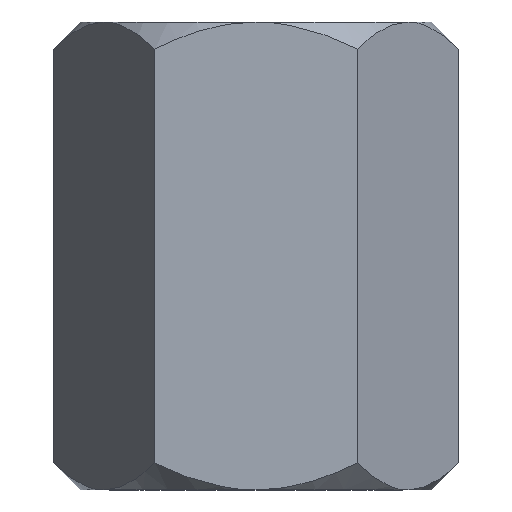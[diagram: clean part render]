
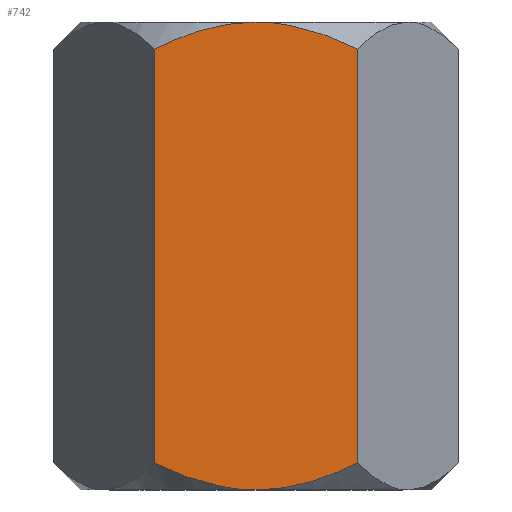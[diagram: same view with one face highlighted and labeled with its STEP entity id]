
A CAD part, left-side view. The second image highlights one B-rep face of the part: STEP entity #742.
In plain terms, the highlighted planar face has unit normal (-1, 0, 0).
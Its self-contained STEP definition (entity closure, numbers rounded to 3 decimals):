
#15 = ORIENTED_EDGE ( 'NONE', *, *, #244, .T. ) ;
#48 = LINE ( 'NONE', #538, #423 ) ;
#52 = CARTESIAN_POINT ( 'NONE',  ( -21., -4.199, -0.326 ) ) ;
#57 = CARTESIAN_POINT ( 'NONE',  ( -21., 8.762, -1.75 ) ) ;
#63 = ORIENTED_EDGE ( 'NONE', *, *, #441, .T. ) ;
#70 = VERTEX_POINT ( 'NONE', #520 ) ;
#71 = ORIENTED_EDGE ( 'NONE', *, *, #181, .T. ) ;
#77 = B_SPLINE_CURVE_WITH_KNOTS ( 'NONE', 3,
 ( #539, #360, #426, #532, #417, #599, #767, #52, #305, #656 ),
 .UNSPECIFIED., .F., .F.,
 ( 4, 2, 2, 2, 4 ),
 ( 0.047, 0.05, 0.052, 0.054, 0.06 ),
 .UNSPECIFIED. ) ;
#82 = CARTESIAN_POINT ( 'NONE',  ( -21., 0., -56. ) ) ;
#98 = CARTESIAN_POINT ( 'NONE',  ( -21., 12.124, -52.751 ) ) ;
#103 = CARTESIAN_POINT ( 'NONE',  ( -21., -2.647, -55.84 ) ) ;
#108 = VECTOR ( 'NONE', #235, 1000. ) ;
#132 = CARTESIAN_POINT ( 'NONE',  ( -21., 4.209, -0.393 ) ) ;
#134 = VERTEX_POINT ( 'NONE', #224 ) ;
#146 = ORIENTED_EDGE ( 'NONE', *, *, #530, .F. ) ;
#167 = CARTESIAN_POINT ( 'NONE',  ( -21., -7.262, -54.785 ) ) ;
#170 = CARTESIAN_POINT ( 'NONE',  ( -21., -5.236, -55.379 ) ) ;
#181 = EDGE_CURVE ( 'NONE', #277, #134, #531, .T. ) ;
#192 = CARTESIAN_POINT ( 'NONE',  ( -21., 1.065, -0.02 ) ) ;
#196 = CARTESIAN_POINT ( 'NONE',  ( -21., 10.232, -2.343 ) ) ;
#210 = EDGE_CURVE ( 'NONE', #70, #277, #715, .T. ) ;
#212 = EDGE_LOOP ( 'NONE', ( #146, #511, #787, #71, #63, #15 ) ) ;
#224 = CARTESIAN_POINT ( 'NONE',  ( -21., -12.124, -3.249 ) ) ;
#231 = CARTESIAN_POINT ( 'NONE',  ( -21., 4.199, -55.674 ) ) ;
#235 = DIRECTION ( 'NONE',  ( 0., 0., 1. ) ) ;
#244 = EDGE_CURVE ( 'NONE', #635, #606, #408, .T. ) ;
#252 = CARTESIAN_POINT ( 'NONE',  ( -21., -8.762, -54.25 ) ) ;
#277 = VERTEX_POINT ( 'NONE', #517 ) ;
#286 = CARTESIAN_POINT ( 'NONE',  ( -21., 12.124, -56. ) ) ;
#290 = VERTEX_POINT ( 'NONE', #581 ) ;
#296 = CARTESIAN_POINT ( 'NONE',  ( -21., -4.209, -55.607 ) ) ;
#305 = CARTESIAN_POINT ( 'NONE',  ( -21., -2.122, 0. ) ) ;
#350 = CARTESIAN_POINT ( 'NONE',  ( -21., -8.265, -54.437 ) ) ;
#360 = CARTESIAN_POINT ( 'NONE',  ( -21., -11.181, -2.777 ) ) ;
#366 = CARTESIAN_POINT ( 'NONE',  ( -21., 8.265, -1.563 ) ) ;
#386 = CARTESIAN_POINT ( 'NONE',  ( -21., 6.749, -54.948 ) ) ;
#407 = CARTESIAN_POINT ( 'NONE',  ( -21., 0., 0. ) ) ;
#408 = B_SPLINE_CURVE_WITH_KNOTS ( 'NONE', 3,
 ( #725, #668, #192, #486, #609, #132, #604, #545, #550, #366, #57, #196, #430, #433 ),
 .UNSPECIFIED., .F., .F.,
 ( 4, 2, 2, 2, 2, 2, 4 ),
 ( 0.06, 0.062, 0.063, 0.066, 0.068, 0.069, 0.073 ),
 .UNSPECIFIED. ) ;
#416 = AXIS2_PLACEMENT_3D ( 'NONE', #286, #631, #458 ) ;
#417 = CARTESIAN_POINT ( 'NONE',  ( -21., -8.258, -1.561 ) ) ;
#423 = VECTOR ( 'NONE', #714, 1000. ) ;
#424 = CARTESIAN_POINT ( 'NONE',  ( -21., -12.124, -56. ) ) ;
#426 = CARTESIAN_POINT ( 'NONE',  ( -21., -10.222, -2.339 ) ) ;
#430 = CARTESIAN_POINT ( 'NONE',  ( -21., 11.188, -2.78 ) ) ;
#433 = CARTESIAN_POINT ( 'NONE',  ( -21., 12.124, -3.249 ) ) ;
#441 = EDGE_CURVE ( 'NONE', #134, #635, #77, .T. ) ;
#447 = CARTESIAN_POINT ( 'NONE',  ( -21., 8.258, -54.439 ) ) ;
#458 = DIRECTION ( 'NONE',  ( 0., 0., 1. ) ) ;
#465 = CARTESIAN_POINT ( 'NONE',  ( -21., -10.232, -53.657 ) ) ;
#469 = CARTESIAN_POINT ( 'NONE',  ( -21., -1.065, -55.98 ) ) ;
#486 = CARTESIAN_POINT ( 'NONE',  ( -21., 2.122, -0.1 ) ) ;
#511 = ORIENTED_EDGE ( 'NONE', *, *, #570, .T. ) ;
#515 = PLANE ( 'NONE',  #416 ) ;
#517 = CARTESIAN_POINT ( 'NONE',  ( -21., -12.124, -52.751 ) ) ;
#520 = CARTESIAN_POINT ( 'NONE',  ( -21., 0., -56. ) ) ;
#523 = CARTESIAN_POINT ( 'NONE',  ( -21., 7.257, -54.786 ) ) ;
#530 = EDGE_CURVE ( 'NONE', #290, #606, #48, .T. ) ;
#531 = LINE ( 'NONE', #424, #108 ) ;
#532 = CARTESIAN_POINT ( 'NONE',  ( -21., -8.753, -1.747 ) ) ;
#538 = CARTESIAN_POINT ( 'NONE',  ( -21., 12.124, -56. ) ) ;
#539 = CARTESIAN_POINT ( 'NONE',  ( -21., -12.124, -3.249 ) ) ;
#544 = CARTESIAN_POINT ( 'NONE',  ( -21., -0.53, -56. ) ) ;
#545 = CARTESIAN_POINT ( 'NONE',  ( -21., 6.758, -1.055 ) ) ;
#550 = CARTESIAN_POINT ( 'NONE',  ( -21., 7.262, -1.215 ) ) ;
#568 = CARTESIAN_POINT ( 'NONE',  ( -21., 2.122, -56. ) ) ;
#570 = EDGE_CURVE ( 'NONE', #290, #70, #649, .T. ) ;
#581 = CARTESIAN_POINT ( 'NONE',  ( -21., 12.124, -52.751 ) ) ;
#586 = CARTESIAN_POINT ( 'NONE',  ( -21., 11.181, -53.223 ) ) ;
#588 = CARTESIAN_POINT ( 'NONE',  ( -21., -11.188, -53.22 ) ) ;
#599 = CARTESIAN_POINT ( 'NONE',  ( -21., -7.257, -1.214 ) ) ;
#604 = CARTESIAN_POINT ( 'NONE',  ( -21., 5.236, -0.621 ) ) ;
#606 = VERTEX_POINT ( 'NONE', #693 ) ;
#609 = CARTESIAN_POINT ( 'NONE',  ( -21., 2.647, -0.16 ) ) ;
#631 = DIRECTION ( 'NONE',  ( -1., 0., 0. ) ) ;
#635 = VERTEX_POINT ( 'NONE', #407 ) ;
#646 = CARTESIAN_POINT ( 'NONE',  ( -21., 10.222, -53.661 ) ) ;
#649 = B_SPLINE_CURVE_WITH_KNOTS ( 'NONE', 3,
 ( #98, #586, #646, #764, #447, #523, #386, #231, #568, #82 ),
 .UNSPECIFIED., .F., .F.,
 ( 4, 2, 2, 2, 4 ),
 ( 0.047, 0.05, 0.052, 0.054, 0.06 ),
 .UNSPECIFIED. ) ;
#656 = CARTESIAN_POINT ( 'NONE',  ( -21., 0., 0. ) ) ;
#665 = CARTESIAN_POINT ( 'NONE',  ( -21., -12.124, -52.751 ) ) ;
#668 = CARTESIAN_POINT ( 'NONE',  ( -21., 0.53, 0. ) ) ;
#693 = CARTESIAN_POINT ( 'NONE',  ( -21., 12.124, -3.249 ) ) ;
#703 = CARTESIAN_POINT ( 'NONE',  ( -21., -6.758, -54.945 ) ) ;
#704 = CARTESIAN_POINT ( 'NONE',  ( -21., 0., -56. ) ) ;
#714 = DIRECTION ( 'NONE',  ( 0., 0., 1. ) ) ;
#715 = B_SPLINE_CURVE_WITH_KNOTS ( 'NONE', 3,
 ( #704, #544, #469, #783, #103, #296, #170, #703, #167, #350, #252, #465, #588, #665 ),
 .UNSPECIFIED., .F., .F.,
 ( 4, 2, 2, 2, 2, 2, 4 ),
 ( 0.06, 0.062, 0.063, 0.066, 0.068, 0.069, 0.073 ),
 .UNSPECIFIED. ) ;
#725 = CARTESIAN_POINT ( 'NONE',  ( -21., 0., 0. ) ) ;
#742 = ADVANCED_FACE ( 'NONE', ( #757 ), #515, .T. ) ;
#757 = FACE_OUTER_BOUND ( 'NONE', #212, .T. ) ;
#764 = CARTESIAN_POINT ( 'NONE',  ( -21., 8.753, -54.253 ) ) ;
#767 = CARTESIAN_POINT ( 'NONE',  ( -21., -6.749, -1.052 ) ) ;
#783 = CARTESIAN_POINT ( 'NONE',  ( -21., -2.122, -55.9 ) ) ;
#787 = ORIENTED_EDGE ( 'NONE', *, *, #210, .T. ) ;
